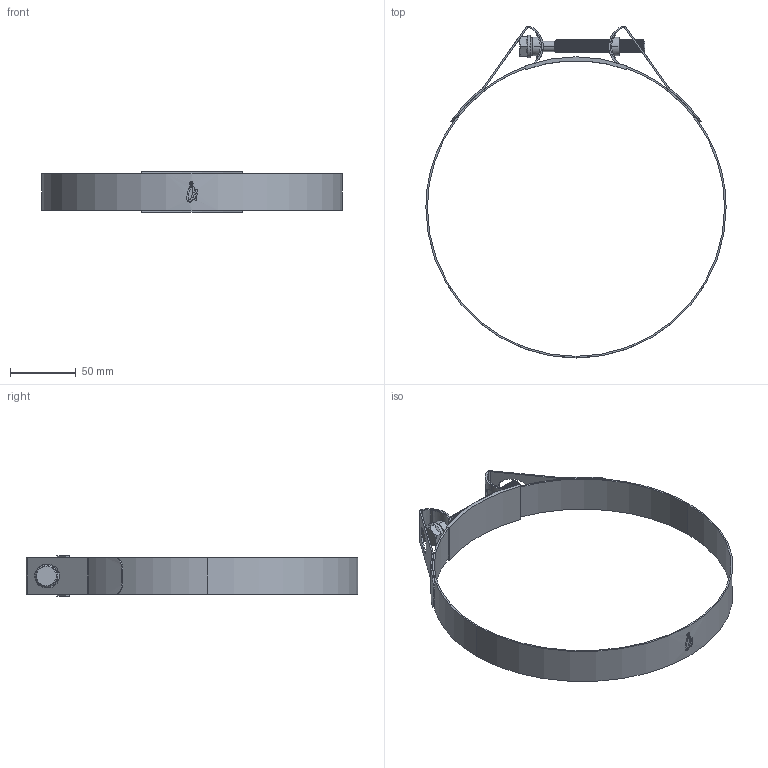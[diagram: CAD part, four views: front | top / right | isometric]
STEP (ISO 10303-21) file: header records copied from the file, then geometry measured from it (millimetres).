
FILE_DESCRIPTION (( 'STEP AP214' ), '1' );
FILE_NAME ('BBC-213-SUPRA-W4.step', '2025-06-05T14:58:40', ( '' ), ( '' ), 'SwSTEP 2.0', 'SolidWorks 2025', '' );
FILE_SCHEMA (( 'AUTOMOTIVE_DESIGN' ));
Length unit declared in the file: millimetre
Products named in the file (1): BBC-213-SUPRA-W4
Bounding box: 228.4 x 252.44 x 31 mm (x, y, z)
Volume: 41433.7 mm3; surface area: 64078.1 mm2
Topology: 5 solids, 5 shells, 383 faces, 1053 edges, 688 vertices
Faces by surface type: cylinder 246, bspline 58, plane 50, cone 29
Entity records: 39101 total; most frequent: CARTESIAN_POINT 30733, ORIENTED_EDGE 2106, DIRECTION 1275, EDGE_CURVE 1053, VERTEX_POINT 688, AXIS2_PLACEMENT_3D 449, EDGE_LOOP 403, FACE_OUTER_BOUND 383
